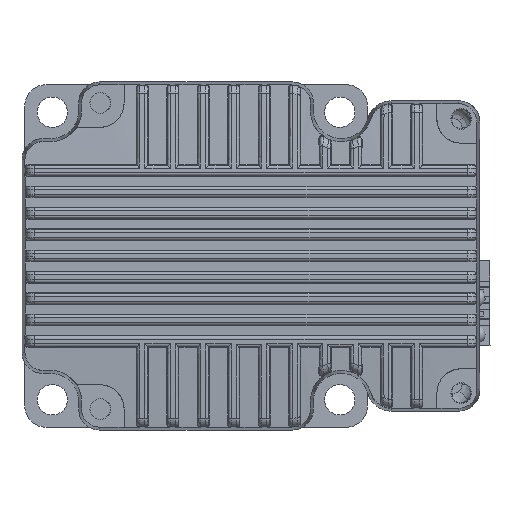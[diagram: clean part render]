
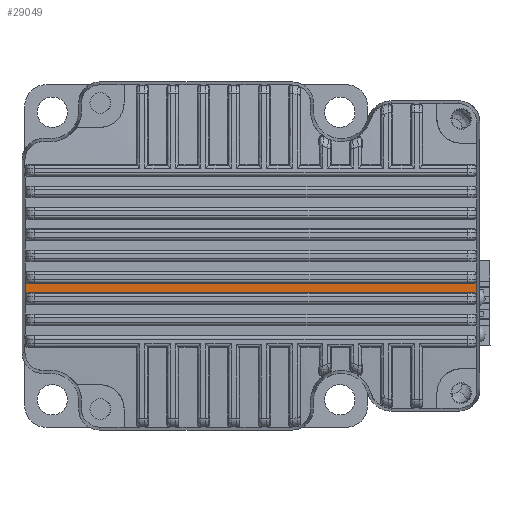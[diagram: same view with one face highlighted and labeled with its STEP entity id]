
A CAD part, front view. The second image highlights one B-rep face of the part: STEP entity #29049.
In plain terms, the highlighted cylindrical face has radius 272.359 mm (diameter 544.717 mm), a partial arc.
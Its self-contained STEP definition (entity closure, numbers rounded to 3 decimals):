
#513 = CARTESIAN_POINT ( 'NONE',  ( 56.647, -108.115, 57.154 ) ) ;
#1152 = ORIENTED_EDGE ( 'NONE', *, *, #39994, .T. ) ;
#1683 =( BOUNDED_CURVE ( )  B_SPLINE_CURVE ( 3, ( #26591, #25903, #32989, #32020 ),
 .UNSPECIFIED., .F., .T. ) 
 B_SPLINE_CURVE_WITH_KNOTS ( ( 4, 4 ),
 ( 0.015, 0.024 ),
 .UNSPECIFIED. ) 
 CURVE ( )  GEOMETRIC_REPRESENTATION_ITEM ( )  RATIONAL_B_SPLINE_CURVE ( ( 1., 1., 1., 1. ) ) 
 REPRESENTATION_ITEM ( '' )  );
#1760 = VERTEX_POINT ( 'NONE', #14261 ) ;
#2378 = ORIENTED_EDGE ( 'NONE', *, *, #28059, .F. ) ;
#2875 = VERTEX_POINT ( 'NONE', #10484 ) ;
#3745 = CARTESIAN_POINT ( 'NONE',  ( -16.973, -108.083, 55.487 ) ) ;
#4575 = VERTEX_POINT ( 'NONE', #24533 ) ;
#4769 = CARTESIAN_POINT ( 'NONE',  ( 184.931, 164.208, 61.57 ) ) ;
#4797 = ORIENTED_EDGE ( 'NONE', *, *, #29993, .T. ) ;
#4840 = CYLINDRICAL_SURFACE ( 'NONE', #5057, 272.359 ) ;
#5057 = AXIS2_PLACEMENT_3D ( 'NONE', #4769, #7528, #35992 ) ;
#5332 = ORIENTED_EDGE ( 'NONE', *, *, #28602, .T. ) ;
#5351 = FACE_OUTER_BOUND ( 'NONE', #29777, .T. ) ;
#6449 = CARTESIAN_POINT ( 'NONE',  ( 56.886, -108.12, 57.468 ) ) ;
#7243 = CARTESIAN_POINT ( 'NONE',  ( -17.212, -108.073, 55.042 ) ) ;
#7528 = DIRECTION ( 'NONE',  ( -1., 0., 0. ) ) ;
#7827 = LINE ( 'NONE', #33147, #11232 ) ;
#8301 = VERTEX_POINT ( 'NONE', #9144 ) ;
#8633 = EDGE_CURVE ( 'NONE', #23127, #1760, #33960, .T. ) ;
#9144 = CARTESIAN_POINT ( 'NONE',  ( -16.712, -108.084, 55.541 ) ) ;
#9442 = CARTESIAN_POINT ( 'NONE',  ( 56.886, -108.122, 57.6 ) ) ;
#9712 = CARTESIAN_POINT ( 'NONE',  ( 56.518, -108.114, 57.1 ) ) ;
#10484 = CARTESIAN_POINT ( 'NONE',  ( -17.211, -108.122, 57.6 ) ) ;
#11232 = VECTOR ( 'NONE', #33409, 1000. ) ;
#11237 =( BOUNDED_CURVE ( )  B_SPLINE_CURVE ( 3, ( #7243, #32265, #19697, #16316 ),
 .UNSPECIFIED., .F., .T. ) 
 B_SPLINE_CURVE_WITH_KNOTS ( ( 4, 4 ),
 ( 3.118, 3.127 ),
 .UNSPECIFIED. ) 
 CURVE ( )  GEOMETRIC_REPRESENTATION_ITEM ( )  RATIONAL_B_SPLINE_CURVE ( ( 1., 1., 1., 1. ) ) 
 REPRESENTATION_ITEM ( '' )  );
#12997 = CARTESIAN_POINT ( 'NONE',  ( 56.518, -108.084, 55.541 ) ) ;
#13063 = CARTESIAN_POINT ( 'NONE',  ( -16.712, -108.084, 55.541 ) ) ;
#13202 = CARTESIAN_POINT ( 'NONE',  ( -16.844, -108.084, 55.541 ) ) ;
#13406 = CARTESIAN_POINT ( 'NONE',  ( 56.648, -108.083, 55.487 ) ) ;
#14261 = CARTESIAN_POINT ( 'NONE',  ( -16.711, -108.114, 57.1 ) ) ;
#14712 = CARTESIAN_POINT ( 'NONE',  ( -17.211, -108.12, 57.468 ) ) ;
#15119 = CARTESIAN_POINT ( 'NONE',  ( -17.157, -108.118, 57.339 ) ) ;
#15252 = CARTESIAN_POINT ( 'NONE',  ( 56.886, -108.122, 57.6 ) ) ;
#15730 = VECTOR ( 'NONE', #39110, 1000. ) ;
#15875 = ORIENTED_EDGE ( 'NONE', *, *, #36552, .F. ) ;
#16316 = CARTESIAN_POINT ( 'NONE',  ( -17.211, -108.122, 57.6 ) ) ;
#17234 = CARTESIAN_POINT ( 'NONE',  ( 56.386, -108.114, 57.1 ) ) ;
#17644 = ORIENTED_EDGE ( 'NONE', *, *, #33711, .F. ) ;
#18280 = CARTESIAN_POINT ( 'NONE',  ( -17.211, -108.122, 57.6 ) ) ;
#18867 = CARTESIAN_POINT ( 'NONE',  ( -17.158, -108.079, 55.303 ) ) ;
#18928 = CARTESIAN_POINT ( 'NONE',  ( 56.831, -108.118, 57.339 ) ) ;
#19697 = CARTESIAN_POINT ( 'NONE',  ( -17.211, -108.11, 56.747 ) ) ;
#22055 = CARTESIAN_POINT ( 'NONE',  ( 56.386, -108.114, 57.1 ) ) ;
#22341 = VERTEX_POINT ( 'NONE', #29779 ) ;
#22432 = CARTESIAN_POINT ( 'NONE',  ( 56.386, -108.084, 55.541 ) ) ;
#22565 = CARTESIAN_POINT ( 'NONE',  ( 56.886, -108.076, 55.174 ) ) ;
#22642 = CARTESIAN_POINT ( 'NONE',  ( 56.386, -108.084, 55.541 ) ) ;
#22702 = CARTESIAN_POINT ( 'NONE',  ( 56.832, -108.079, 55.303 ) ) ;
#23127 = VERTEX_POINT ( 'NONE', #17234 ) ;
#24533 = CARTESIAN_POINT ( 'NONE',  ( -17.212, -108.073, 55.042 ) ) ;
#25378 = EDGE_CURVE ( 'NONE', #30343, #23127, #29006, .T. ) ;
#25903 = CARTESIAN_POINT ( 'NONE',  ( 56.886, -108.11, 56.747 ) ) ;
#26063 = ORIENTED_EDGE ( 'NONE', *, *, #8633, .T. ) ;
#26591 = CARTESIAN_POINT ( 'NONE',  ( 56.886, -108.122, 57.6 ) ) ;
#26646 = CARTESIAN_POINT ( 'NONE',  ( 184.931, -108.114, 57.1 ) ) ;
#26840 = B_SPLINE_CURVE_WITH_KNOTS ( 'NONE', 3,
 ( #31923, #32070, #18867, #3745, #13202, #13063 ),
 .UNSPECIFIED., .F., .F.,
 ( 4, 2, 4 ),
 ( 0., 0., 0.001 ),
 .UNSPECIFIED. ) ;
#27118 = B_SPLINE_CURVE_WITH_KNOTS ( 'NONE', 3,
 ( #31726, #22565, #22702, #13406, #12997, #22432 ),
 .UNSPECIFIED., .F., .F.,
 ( 4, 2, 4 ),
 ( 0., 0., 0.001 ),
 .UNSPECIFIED. ) ;
#28059 = EDGE_CURVE ( 'NONE', #22341, #36100, #27118, .T. ) ;
#28071 = B_SPLINE_CURVE_WITH_KNOTS ( 'NONE', 3,
 ( #33024, #39492, #37266, #15119, #14712, #18280 ),
 .UNSPECIFIED., .F., .F.,
 ( 4, 2, 4 ),
 ( 0., 0., 0.001 ),
 .UNSPECIFIED. ) ;
#28602 = EDGE_CURVE ( 'NONE', #8301, #36100, #7827, .T. ) ;
#29006 = B_SPLINE_CURVE_WITH_KNOTS ( 'NONE', 3,
 ( #9442, #6449, #18928, #513, #9712, #22055 ),
 .UNSPECIFIED., .F., .F.,
 ( 4, 2, 4 ),
 ( 0., 0., 0.001 ),
 .UNSPECIFIED. ) ;
#29049 = ADVANCED_FACE ( 'NONE', ( #5351 ), #4840, .T. ) ;
#29777 = EDGE_LOOP ( 'NONE', ( #17644, #4797, #5332, #2378, #15875, #40273, #26063, #1152 ) ) ;
#29779 = CARTESIAN_POINT ( 'NONE',  ( 56.886, -108.073, 55.042 ) ) ;
#29993 = EDGE_CURVE ( 'NONE', #4575, #8301, #26840, .T. ) ;
#30343 = VERTEX_POINT ( 'NONE', #15252 ) ;
#31726 = CARTESIAN_POINT ( 'NONE',  ( 56.886, -108.073, 55.042 ) ) ;
#31923 = CARTESIAN_POINT ( 'NONE',  ( -17.212, -108.073, 55.042 ) ) ;
#32020 = CARTESIAN_POINT ( 'NONE',  ( 56.886, -108.073, 55.042 ) ) ;
#32070 = CARTESIAN_POINT ( 'NONE',  ( -17.212, -108.076, 55.174 ) ) ;
#32265 = CARTESIAN_POINT ( 'NONE',  ( -17.211, -108.093, 55.894 ) ) ;
#32989 = CARTESIAN_POINT ( 'NONE',  ( 56.886, -108.093, 55.894 ) ) ;
#33024 = CARTESIAN_POINT ( 'NONE',  ( -16.711, -108.114, 57.1 ) ) ;
#33147 = CARTESIAN_POINT ( 'NONE',  ( 184.931, -108.084, 55.541 ) ) ;
#33409 = DIRECTION ( 'NONE',  ( 1., 0., 0. ) ) ;
#33711 = EDGE_CURVE ( 'NONE', #4575, #2875, #11237, .T. ) ;
#33960 = LINE ( 'NONE', #26646, #15730 ) ;
#35992 = DIRECTION ( 'NONE',  ( 0., 0., 1. ) ) ;
#36100 = VERTEX_POINT ( 'NONE', #22642 ) ;
#36552 = EDGE_CURVE ( 'NONE', #30343, #22341, #1683, .T. ) ;
#37266 = CARTESIAN_POINT ( 'NONE',  ( -16.972, -108.115, 57.154 ) ) ;
#39110 = DIRECTION ( 'NONE',  ( -1., 0., 0. ) ) ;
#39492 = CARTESIAN_POINT ( 'NONE',  ( -16.843, -108.114, 57.1 ) ) ;
#39994 = EDGE_CURVE ( 'NONE', #1760, #2875, #28071, .T. ) ;
#40273 = ORIENTED_EDGE ( 'NONE', *, *, #25378, .T. ) ;
